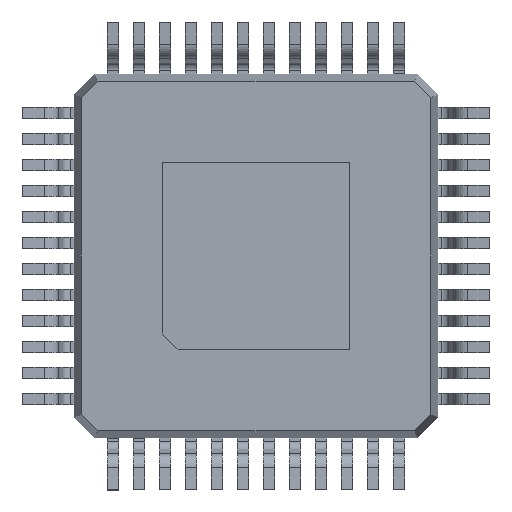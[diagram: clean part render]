
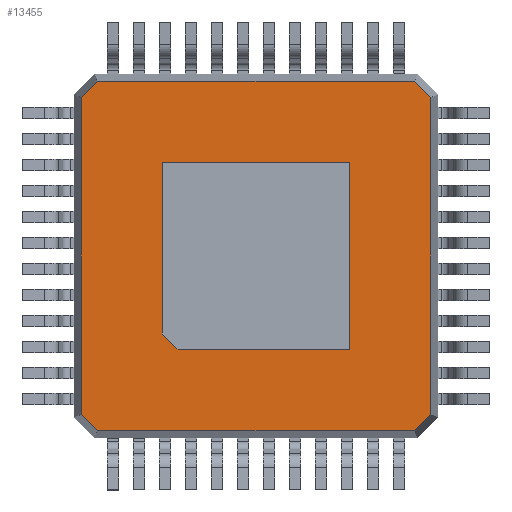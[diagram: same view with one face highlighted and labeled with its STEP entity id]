
A CAD part, front view. The second image highlights one B-rep face of the part: STEP entity #13455.
In plain terms, the highlighted planar face has unit normal (0, -1, 0).
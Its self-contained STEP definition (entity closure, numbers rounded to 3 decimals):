
#70 = VECTOR ( 'NONE', #1707, 1000. ) ;
#140 = VERTEX_POINT ( 'NONE', #16603 ) ;
#297 = DIRECTION ( 'NONE',  ( 0.707, 0., 0.707 ) ) ;
#658 = PLANE ( 'NONE',  #9812 ) ;
#860 = LINE ( 'NONE', #4514, #5726 ) ;
#890 = DIRECTION ( 'NONE',  ( 0., 0., -1. ) ) ;
#1611 = LINE ( 'NONE', #21448, #12491 ) ;
#1652 = CARTESIAN_POINT ( 'NONE',  ( -3.361, 0.15, 0. ) ) ;
#1680 = ORIENTED_EDGE ( 'NONE', *, *, #10506, .T. ) ;
#1707 = DIRECTION ( 'NONE',  ( 1., 0., 0. ) ) ;
#2049 = ORIENTED_EDGE ( 'NONE', *, *, #2590, .T. ) ;
#2590 = EDGE_CURVE ( 'NONE', #21636, #15557, #8835, .T. ) ;
#3033 = VERTEX_POINT ( 'NONE', #4903 ) ;
#3671 = CARTESIAN_POINT ( 'NONE',  ( 3.361, 0.15, 3.043 ) ) ;
#3976 = CARTESIAN_POINT ( 'NONE',  ( 3.202, 0.15, -3.202 ) ) ;
#4130 = VECTOR ( 'NONE', #13421, 1000. ) ;
#4298 = CARTESIAN_POINT ( 'NONE',  ( -3.043, 0.15, -3.361 ) ) ;
#4514 = CARTESIAN_POINT ( 'NONE',  ( 0., 0.15, 3.361 ) ) ;
#4703 = EDGE_CURVE ( 'NONE', #15557, #10772, #8788, .T. ) ;
#4750 = VECTOR ( 'NONE', #21044, 1000. ) ;
#4847 = EDGE_CURVE ( 'NONE', #3033, #11528, #5632, .T. ) ;
#4903 = CARTESIAN_POINT ( 'NONE',  ( 3.043, 0.15, -3.361 ) ) ;
#4960 = VERTEX_POINT ( 'NONE', #4298 ) ;
#5595 = LINE ( 'NONE', #19090, #70 ) ;
#5632 = LINE ( 'NONE', #3976, #12473 ) ;
#5726 = VECTOR ( 'NONE', #9452, 1000. ) ;
#7116 = VECTOR ( 'NONE', #10139, 1000. ) ;
#7240 = LINE ( 'NONE', #19476, #4750 ) ;
#7460 = CARTESIAN_POINT ( 'NONE',  ( 0., 0.15, 0. ) ) ;
#7491 = CARTESIAN_POINT ( 'NONE',  ( -3.202, 0.15, 3.202 ) ) ;
#8267 = ORIENTED_EDGE ( 'NONE', *, *, #4847, .T. ) ;
#8402 = CARTESIAN_POINT ( 'NONE',  ( -3.202, 0.15, -3.202 ) ) ;
#8788 = LINE ( 'NONE', #1652, #7116 ) ;
#8835 = LINE ( 'NONE', #7491, #12469 ) ;
#9452 = DIRECTION ( 'NONE',  ( -1., 0., 0. ) ) ;
#9661 = DIRECTION ( 'NONE',  ( -0.707, 0., 0.707 ) ) ;
#9812 = AXIS2_PLACEMENT_3D ( 'NONE', #7460, #19591, #890 ) ;
#9888 = CARTESIAN_POINT ( 'NONE',  ( -3.043, 0.15, 3.361 ) ) ;
#10139 = DIRECTION ( 'NONE',  ( 0., 0., -1. ) ) ;
#10506 = EDGE_CURVE ( 'NONE', #17718, #140, #1611, .T. ) ;
#10702 = FACE_OUTER_BOUND ( 'NONE', #16812, .T. ) ;
#10772 = VERTEX_POINT ( 'NONE', #16501 ) ;
#11528 = VERTEX_POINT ( 'NONE', #16215 ) ;
#11827 = EDGE_CURVE ( 'NONE', #4960, #3033, #5595, .T. ) ;
#11848 = ORIENTED_EDGE ( 'NONE', *, *, #4703, .T. ) ;
#12469 = VECTOR ( 'NONE', #19498, 1000. ) ;
#12473 = VECTOR ( 'NONE', #297, 1000. ) ;
#12491 = VECTOR ( 'NONE', #9661, 1000. ) ;
#13421 = DIRECTION ( 'NONE',  ( 0.707, 0., -0.707 ) ) ;
#13455 = ADVANCED_FACE ( 'NONE', ( #10702 ), #658, .T. ) ;
#14076 = ORIENTED_EDGE ( 'NONE', *, *, #17844, .T. ) ;
#14409 = EDGE_CURVE ( 'NONE', #10772, #4960, #15090, .T. ) ;
#15090 = LINE ( 'NONE', #8402, #4130 ) ;
#15530 = ORIENTED_EDGE ( 'NONE', *, *, #21513, .T. ) ;
#15557 = VERTEX_POINT ( 'NONE', #18518 ) ;
#16215 = CARTESIAN_POINT ( 'NONE',  ( 3.361, 0.15, -3.043 ) ) ;
#16501 = CARTESIAN_POINT ( 'NONE',  ( -3.361, 0.15, -3.043 ) ) ;
#16603 = CARTESIAN_POINT ( 'NONE',  ( 3.043, 0.15, 3.361 ) ) ;
#16812 = EDGE_LOOP ( 'NONE', ( #15530, #2049, #11848, #17355, #16872, #8267, #14076, #1680 ) ) ;
#16872 = ORIENTED_EDGE ( 'NONE', *, *, #11827, .T. ) ;
#17355 = ORIENTED_EDGE ( 'NONE', *, *, #14409, .T. ) ;
#17718 = VERTEX_POINT ( 'NONE', #3671 ) ;
#17844 = EDGE_CURVE ( 'NONE', #11528, #17718, #7240, .T. ) ;
#18518 = CARTESIAN_POINT ( 'NONE',  ( -3.361, 0.15, 3.043 ) ) ;
#19090 = CARTESIAN_POINT ( 'NONE',  ( 0., 0.15, -3.361 ) ) ;
#19476 = CARTESIAN_POINT ( 'NONE',  ( 3.361, 0.15, 0. ) ) ;
#19498 = DIRECTION ( 'NONE',  ( -0.707, 0., -0.707 ) ) ;
#19591 = DIRECTION ( 'NONE',  ( 0., -1., 0. ) ) ;
#21044 = DIRECTION ( 'NONE',  ( 0., 0., 1. ) ) ;
#21448 = CARTESIAN_POINT ( 'NONE',  ( 3.202, 0.15, 3.202 ) ) ;
#21513 = EDGE_CURVE ( 'NONE', #140, #21636, #860, .T. ) ;
#21636 = VERTEX_POINT ( 'NONE', #9888 ) ;
